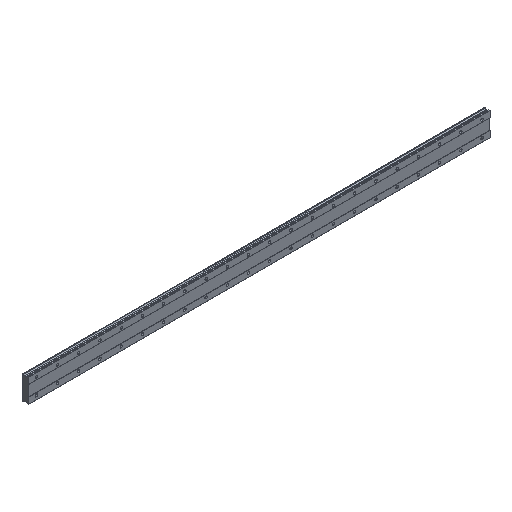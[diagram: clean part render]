
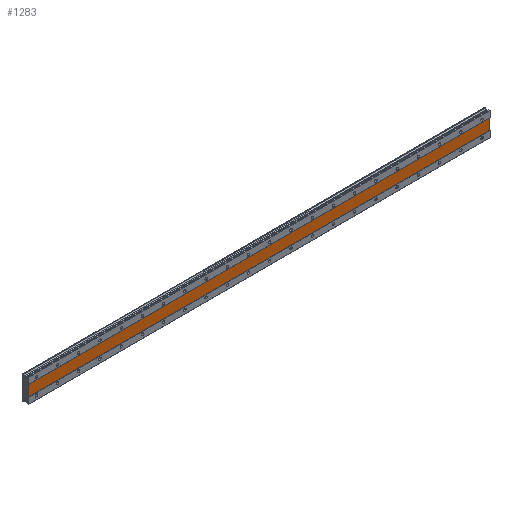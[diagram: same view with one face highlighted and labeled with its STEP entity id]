
A CAD part, isometric view. The second image highlights one B-rep face of the part: STEP entity #1283.
In plain terms, the highlighted planar face has unit normal (0, -1, 0).
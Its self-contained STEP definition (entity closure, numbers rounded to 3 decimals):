
#194 = ORIENTED_EDGE ( 'NONE', *, *, #4559, .F. ) ;
#321 = LINE ( 'NONE', #7771, #1053 ) ;
#403 = VERTEX_POINT ( 'NONE', #3396 ) ;
#516 = VERTEX_POINT ( 'NONE', #686 ) ;
#651 = LINE ( 'NONE', #5355, #7482 ) ;
#686 = CARTESIAN_POINT ( 'NONE',  ( -30., 1., -20. ) ) ;
#724 = VERTEX_POINT ( 'NONE', #7532 ) ;
#830 = PLANE ( 'NONE',  #1929 ) ;
#1053 = VECTOR ( 'NONE', #2842, 1000. ) ;
#1067 = VECTOR ( 'NONE', #3545, 1000. ) ;
#1099 = LINE ( 'NONE', #6077, #1067 ) ;
#1283 = ADVANCED_FACE ( 'NONE', ( #1346 ), #830, .F. ) ;
#1346 = FACE_OUTER_BOUND ( 'NONE', #3692, .T. ) ;
#1603 = EDGE_CURVE ( 'NONE', #516, #7353, #651, .T. ) ;
#1701 = CARTESIAN_POINT ( 'NONE',  ( 1710., 1., -20. ) ) ;
#1929 = AXIS2_PLACEMENT_3D ( 'NONE', #3879, #6959, #2670 ) ;
#2235 = CARTESIAN_POINT ( 'NONE',  ( -30., 1., 20. ) ) ;
#2670 = DIRECTION ( 'NONE',  ( 0., 0., 1. ) ) ;
#2842 = DIRECTION ( 'NONE',  ( 0., 0., -1. ) ) ;
#2925 = ORIENTED_EDGE ( 'NONE', *, *, #6067, .F. ) ;
#3396 = CARTESIAN_POINT ( 'NONE',  ( 1710., 1., -20. ) ) ;
#3517 = DIRECTION ( 'NONE',  ( -1., 0., 0. ) ) ;
#3545 = DIRECTION ( 'NONE',  ( 1., 0., 0. ) ) ;
#3692 = EDGE_LOOP ( 'NONE', ( #4619, #194, #2925, #7364 ) ) ;
#3879 = CARTESIAN_POINT ( 'NONE',  ( 1710., 1., 20. ) ) ;
#4559 = EDGE_CURVE ( 'NONE', #724, #403, #321, .T. ) ;
#4619 = ORIENTED_EDGE ( 'NONE', *, *, #5874, .F. ) ;
#5355 = CARTESIAN_POINT ( 'NONE',  ( -30., 1., 20. ) ) ;
#5874 = EDGE_CURVE ( 'NONE', #403, #516, #7286, .T. ) ;
#6067 = EDGE_CURVE ( 'NONE', #7353, #724, #1099, .T. ) ;
#6077 = CARTESIAN_POINT ( 'NONE',  ( 1710., 1., 20. ) ) ;
#6959 = DIRECTION ( 'NONE',  ( 0., 1., 0. ) ) ;
#6986 = VECTOR ( 'NONE', #3517, 1000. ) ;
#7242 = DIRECTION ( 'NONE',  ( 0., 0., 1. ) ) ;
#7286 = LINE ( 'NONE', #1701, #6986 ) ;
#7353 = VERTEX_POINT ( 'NONE', #2235 ) ;
#7364 = ORIENTED_EDGE ( 'NONE', *, *, #1603, .F. ) ;
#7482 = VECTOR ( 'NONE', #7242, 1000. ) ;
#7532 = CARTESIAN_POINT ( 'NONE',  ( 1710., 1., 20. ) ) ;
#7771 = CARTESIAN_POINT ( 'NONE',  ( 1710., 1., 20. ) ) ;
